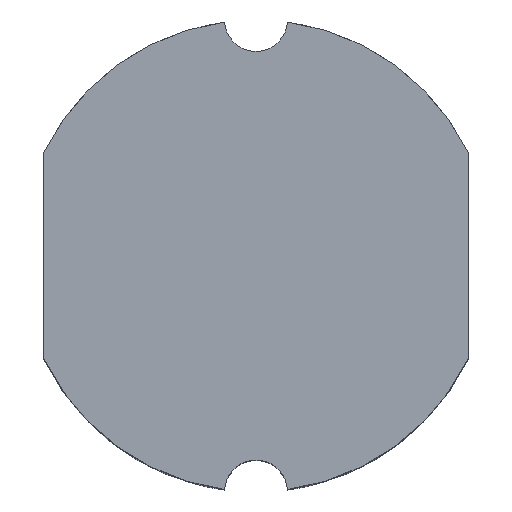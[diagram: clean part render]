
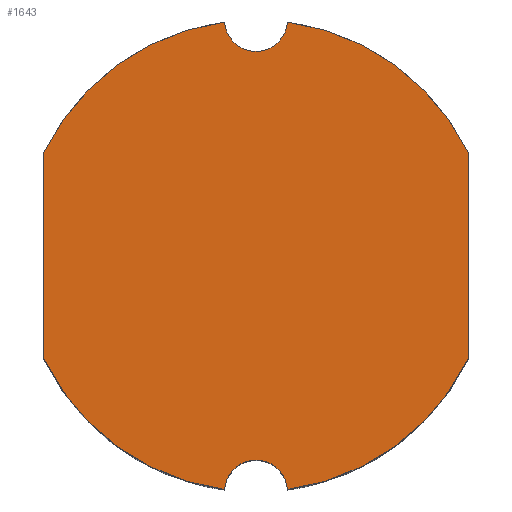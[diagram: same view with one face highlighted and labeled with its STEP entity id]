
A CAD part, top view. The second image highlights one B-rep face of the part: STEP entity #1643.
In plain terms, the highlighted planar face has unit normal (0, 0, 1).
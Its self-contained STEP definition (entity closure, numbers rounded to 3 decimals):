
#17 = CIRCLE ( 'NONE', #1609, 0.334 ) ;
#108 = CARTESIAN_POINT ( 'NONE',  ( -2.25, -1.09, 3.2 ) ) ;
#141 = DIRECTION ( 'NONE',  ( 1., 0., 0. ) ) ;
#245 = VERTEX_POINT ( 'NONE', #1879 ) ;
#252 = VERTEX_POINT ( 'NONE', #934 ) ;
#297 = EDGE_CURVE ( 'NONE', #703, #245, #1576, .T. ) ;
#394 = DIRECTION ( 'NONE',  ( 0., 0., -1. ) ) ;
#557 = EDGE_CURVE ( 'NONE', #1769, #600, #1041, .T. ) ;
#569 = ORIENTED_EDGE ( 'NONE', *, *, #557, .T. ) ;
#570 = LINE ( 'NONE', #2025, #1336 ) ;
#575 = CARTESIAN_POINT ( 'NONE',  ( 0., 0., 3.2 ) ) ;
#600 = VERTEX_POINT ( 'NONE', #1521 ) ;
#620 = CIRCLE ( 'NONE', #2290, 0.334 ) ;
#670 = EDGE_LOOP ( 'NONE', ( #1749, #569, #2017, #1145, #972, #1459, #1959, #1266 ) ) ;
#703 = VERTEX_POINT ( 'NONE', #1558 ) ;
#784 = DIRECTION ( 'NONE',  ( 1., 0., 0. ) ) ;
#818 = CARTESIAN_POINT ( 'NONE',  ( 0., 0., 3.2 ) ) ;
#868 = DIRECTION ( 'NONE',  ( -1., 0., 0. ) ) ;
#934 = CARTESIAN_POINT ( 'NONE',  ( 0.333, -2.478, 3.2 ) ) ;
#963 = EDGE_CURVE ( 'NONE', #2041, #1769, #1952, .T. ) ;
#972 = ORIENTED_EDGE ( 'NONE', *, *, #2104, .T. ) ;
#1027 = CARTESIAN_POINT ( 'NONE',  ( 2.25, -1.09, 3.2 ) ) ;
#1030 = AXIS2_PLACEMENT_3D ( 'NONE', #1984, #2455, #2484 ) ;
#1041 = CIRCLE ( 'NONE', #1765, 2.5 ) ;
#1145 = ORIENTED_EDGE ( 'NONE', *, *, #297, .T. ) ;
#1182 = VERTEX_POINT ( 'NONE', #2642 ) ;
#1266 = ORIENTED_EDGE ( 'NONE', *, *, #2314, .T. ) ;
#1289 = DIRECTION ( 'NONE',  ( 0., -1., 0. ) ) ;
#1336 = VECTOR ( 'NONE', #1289, 1000. ) ;
#1353 = DIRECTION ( 'NONE',  ( 0., 0., 1. ) ) ;
#1376 = CIRCLE ( 'NONE', #1030, 2.5 ) ;
#1413 = EDGE_CURVE ( 'NONE', #1445, #1182, #1768, .T. ) ;
#1445 = VERTEX_POINT ( 'NONE', #108 ) ;
#1459 = ORIENTED_EDGE ( 'NONE', *, *, #1413, .T. ) ;
#1521 = CARTESIAN_POINT ( 'NONE',  ( 0.333, 2.478, 3.2 ) ) ;
#1558 = CARTESIAN_POINT ( 'NONE',  ( -0.333, 2.478, 3.2 ) ) ;
#1576 = CIRCLE ( 'NONE', #2184, 2.5 ) ;
#1609 = AXIS2_PLACEMENT_3D ( 'NONE', #1735, #394, #868 ) ;
#1643 = ADVANCED_FACE ( 'NONE', ( #2182 ), #1792, .T. ) ;
#1735 = CARTESIAN_POINT ( 'NONE',  ( 0., 2.5, 3.2 ) ) ;
#1748 = CARTESIAN_POINT ( 'NONE',  ( 0., -2.5, 3.2 ) ) ;
#1749 = ORIENTED_EDGE ( 'NONE', *, *, #963, .T. ) ;
#1765 = AXIS2_PLACEMENT_3D ( 'NONE', #2669, #1353, #2426 ) ;
#1768 = CIRCLE ( 'NONE', #2801, 2.5 ) ;
#1769 = VERTEX_POINT ( 'NONE', #2519 ) ;
#1792 = PLANE ( 'NONE',  #2956 ) ;
#1865 = DIRECTION ( 'NONE',  ( 0., 0., 1. ) ) ;
#1879 = CARTESIAN_POINT ( 'NONE',  ( -2.25, 1.09, 3.2 ) ) ;
#1952 = LINE ( 'NONE', #2325, #2187 ) ;
#1959 = ORIENTED_EDGE ( 'NONE', *, *, #2757, .T. ) ;
#1972 = DIRECTION ( 'NONE',  ( 0., 0., -1. ) ) ;
#1984 = CARTESIAN_POINT ( 'NONE',  ( 0., 0., 3.2 ) ) ;
#1989 = DIRECTION ( 'NONE',  ( 1., 0., 0. ) ) ;
#2017 = ORIENTED_EDGE ( 'NONE', *, *, #2115, .T. ) ;
#2025 = CARTESIAN_POINT ( 'NONE',  ( -2.25, -2.861, 3.2 ) ) ;
#2041 = VERTEX_POINT ( 'NONE', #1027 ) ;
#2083 = CARTESIAN_POINT ( 'NONE',  ( 0., 0., 3.2 ) ) ;
#2104 = EDGE_CURVE ( 'NONE', #245, #1445, #570, .T. ) ;
#2115 = EDGE_CURVE ( 'NONE', #600, #703, #17, .T. ) ;
#2182 = FACE_OUTER_BOUND ( 'NONE', #670, .T. ) ;
#2184 = AXIS2_PLACEMENT_3D ( 'NONE', #2083, #1865, #2316 ) ;
#2187 = VECTOR ( 'NONE', #2822, 1000. ) ;
#2290 = AXIS2_PLACEMENT_3D ( 'NONE', #1748, #1972, #1989 ) ;
#2314 = EDGE_CURVE ( 'NONE', #252, #2041, #1376, .T. ) ;
#2316 = DIRECTION ( 'NONE',  ( 1., 0., 0. ) ) ;
#2325 = CARTESIAN_POINT ( 'NONE',  ( 2.25, -2.861, 3.2 ) ) ;
#2426 = DIRECTION ( 'NONE',  ( 1., 0., 0. ) ) ;
#2435 = DIRECTION ( 'NONE',  ( 0., 0., 1. ) ) ;
#2455 = DIRECTION ( 'NONE',  ( 0., 0., 1. ) ) ;
#2484 = DIRECTION ( 'NONE',  ( 1., 0., 0. ) ) ;
#2519 = CARTESIAN_POINT ( 'NONE',  ( 2.25, 1.09, 3.2 ) ) ;
#2606 = DIRECTION ( 'NONE',  ( 0., 0., 1. ) ) ;
#2642 = CARTESIAN_POINT ( 'NONE',  ( -0.333, -2.478, 3.2 ) ) ;
#2669 = CARTESIAN_POINT ( 'NONE',  ( 0., 0., 3.2 ) ) ;
#2757 = EDGE_CURVE ( 'NONE', #1182, #252, #620, .T. ) ;
#2801 = AXIS2_PLACEMENT_3D ( 'NONE', #575, #2606, #784 ) ;
#2822 = DIRECTION ( 'NONE',  ( 0., 1., 0. ) ) ;
#2956 = AXIS2_PLACEMENT_3D ( 'NONE', #818, #2435, #141 ) ;
